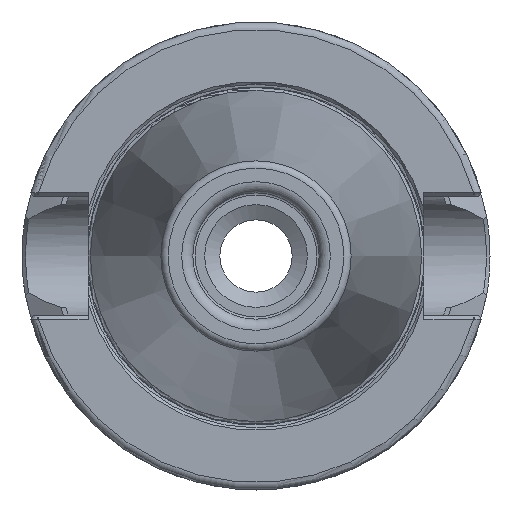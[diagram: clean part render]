
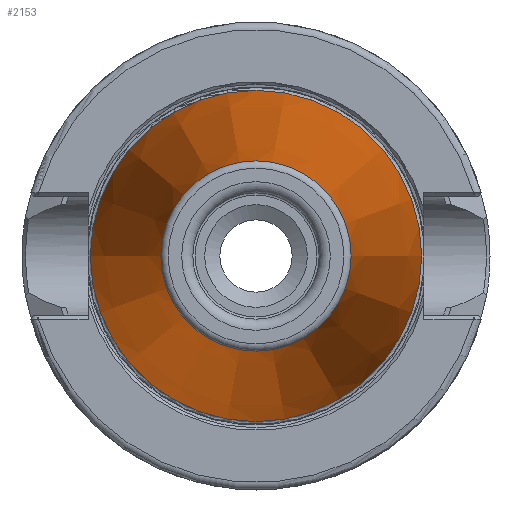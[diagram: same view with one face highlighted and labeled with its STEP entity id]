
A CAD part, left-side view. The second image highlights one B-rep face of the part: STEP entity #2153.
In plain terms, the highlighted conical face has half-angle 8.297 degrees and reference radius 17.555 mm.
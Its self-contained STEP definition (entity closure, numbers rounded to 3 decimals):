
#179=CONICAL_SURFACE('',#2380,17.555,0.145);
#268=FACE_OUTER_BOUND('',#390,.T.);
#390=EDGE_LOOP('',(#1815,#1816,#1817,#1818,#1819,#1820,#1821));
#511=LINE('',#4217,#616);
#616=VECTOR('',#2892,17.555);
#745=CIRCLE('',#2376,12.812);
#746=CIRCLE('',#2377,12.812);
#747=CIRCLE('',#2378,12.812);
#749=CIRCLE('',#2381,22.298);
#750=CIRCLE('',#2382,22.298);
#964=VERTEX_POINT('',#4205);
#965=VERTEX_POINT('',#4206);
#966=VERTEX_POINT('',#4208);
#967=VERTEX_POINT('',#4213);
#968=VERTEX_POINT('',#4214);
#1265=EDGE_CURVE('',#964,#965,#745,.T.);
#1266=EDGE_CURVE('',#966,#964,#746,.T.);
#1267=EDGE_CURVE('',#965,#966,#747,.T.);
#1269=EDGE_CURVE('',#967,#968,#749,.T.);
#1270=EDGE_CURVE('',#968,#967,#750,.T.);
#1271=EDGE_CURVE('',#968,#966,#511,.T.);
#1815=ORIENTED_EDGE('',*,*,#1269,.F.);
#1816=ORIENTED_EDGE('',*,*,#1270,.F.);
#1817=ORIENTED_EDGE('',*,*,#1271,.T.);
#1818=ORIENTED_EDGE('',*,*,#1266,.T.);
#1819=ORIENTED_EDGE('',*,*,#1265,.T.);
#1820=ORIENTED_EDGE('',*,*,#1267,.T.);
#1821=ORIENTED_EDGE('',*,*,#1271,.F.);
#2153=ADVANCED_FACE('',(#268),#179,.T.);
#2376=AXIS2_PLACEMENT_3D('',#4207,#2878,#2879);
#2377=AXIS2_PLACEMENT_3D('',#4209,#2880,#2881);
#2378=AXIS2_PLACEMENT_3D('',#4210,#2882,#2883);
#2380=AXIS2_PLACEMENT_3D('',#4212,#2886,#2887);
#2381=AXIS2_PLACEMENT_3D('',#4215,#2888,#2889);
#2382=AXIS2_PLACEMENT_3D('',#4216,#2890,#2891);
#2878=DIRECTION('center_axis',(1.,0.,0.));
#2879=DIRECTION('ref_axis',(0.,0.,-1.));
#2880=DIRECTION('center_axis',(1.,0.,0.));
#2881=DIRECTION('ref_axis',(0.,0.,-1.));
#2882=DIRECTION('center_axis',(1.,0.,0.));
#2883=DIRECTION('ref_axis',(0.,0.,-1.));
#2886=DIRECTION('center_axis',(1.,0.,0.));
#2887=DIRECTION('ref_axis',(0.,1.,0.));
#2888=DIRECTION('center_axis',(1.,0.,0.));
#2889=DIRECTION('ref_axis',(0.,0.,-1.));
#2890=DIRECTION('center_axis',(1.,0.,0.));
#2891=DIRECTION('ref_axis',(0.,0.,-1.));
#2892=DIRECTION('',(-0.99,0.144,0.));
#4205=CARTESIAN_POINT('',(-65.044,12.812,0.));
#4206=CARTESIAN_POINT('',(-65.044,0.,12.812));
#4207=CARTESIAN_POINT('Origin',(-65.044,0.,
0.));
#4208=CARTESIAN_POINT('',(-65.044,-12.812,0.));
#4209=CARTESIAN_POINT('Origin',(-65.044,0.,
0.));
#4210=CARTESIAN_POINT('Origin',(-65.044,0.,
0.));
#4212=CARTESIAN_POINT('Origin',(-32.522,0.,
0.));
#4213=CARTESIAN_POINT('',(0.,22.298,0.));
#4214=CARTESIAN_POINT('',(0.,-22.298,0.));
#4215=CARTESIAN_POINT('Origin',(0.,0.,
0.));
#4216=CARTESIAN_POINT('Origin',(0.,0.,
0.));
#4217=CARTESIAN_POINT('',(-32.522,-17.555,0.));
